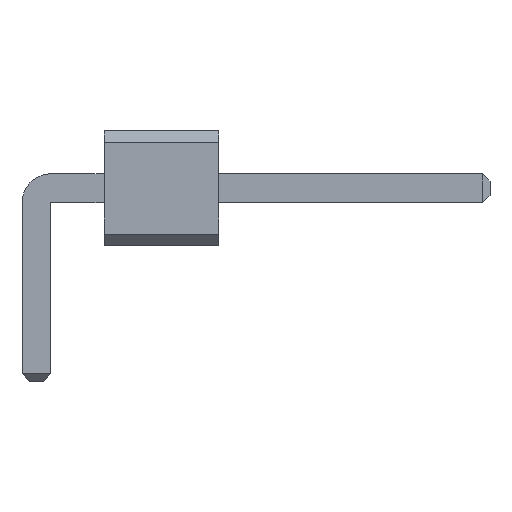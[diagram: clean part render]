
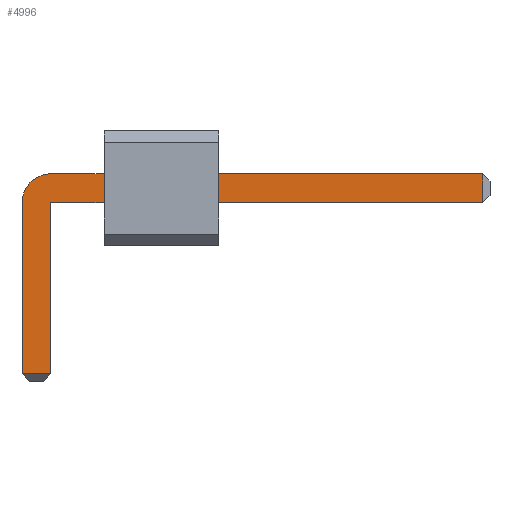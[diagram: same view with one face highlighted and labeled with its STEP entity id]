
A CAD part, front view. The second image highlights one B-rep face of the part: STEP entity #4996.
In plain terms, the highlighted planar face has unit normal (0, -1, 0).
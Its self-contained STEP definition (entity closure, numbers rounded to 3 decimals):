
#13=DIRECTION('',(0.,0.,1.));
#2266=VECTOR('',#13,1.);
#4796=VECTOR('',#4797,1.);
#4797=DIRECTION('',(1.,0.,0.));
#4803=VECTOR('',#4804,1.);
#4804=DIRECTION('',(0.,0.,-1.));
#4811=VECTOR('',#4812,1.);
#4812=DIRECTION('',(-1.,0.,0.));
#4833=DIRECTION('',(-0.,1.,0.));
#4837=DIRECTION('',(0.,1.,0.));
#4838=DIRECTION('',(1.,0.,0.));
#4845=VERTEX_POINT('',#4846);
#4846=CARTESIAN_POINT('',(0.32,-96.84,1.59));
#4848=ORIENTED_EDGE('',*,*,#4849,.T.);
#4849=EDGE_CURVE('',#4845,#4850,#4852,.T.);
#4850=VERTEX_POINT('',#4851);
#4851=CARTESIAN_POINT('',(9.88,-96.84,1.59));
#4852=LINE('',#4853,#4796);
#4853=CARTESIAN_POINT('',(-0.32,-96.84,1.59));
#4891=EDGE_CURVE('',#4892,#4845,#4894,.T.);
#4892=VERTEX_POINT('',#4893);
#4893=CARTESIAN_POINT('',(-0.32,-96.84,0.95));
#4894=CIRCLE('',#4895,0.64);
#4895=AXIS2_PLACEMENT_3D('',#4896,#4833,#4804);
#4896=CARTESIAN_POINT('',(0.32,-96.84,0.95));
#4908=VERTEX_POINT('',#4909);
#4909=CARTESIAN_POINT('',(9.88,-96.84,0.95));
#4911=ORIENTED_EDGE('',*,*,#4912,.T.);
#4912=EDGE_CURVE('',#4908,#4913,#4914,.T.);
#4913=VERTEX_POINT('',#4896);
#4914=LINE('',#4915,#4811);
#4915=CARTESIAN_POINT('',(10.04,-96.84,0.95));
#4927=VERTEX_POINT('',#4928);
#4928=CARTESIAN_POINT('',(-0.32,-96.84,-2.84));
#4930=ORIENTED_EDGE('',*,*,#4931,.T.);
#4931=EDGE_CURVE('',#4927,#4892,#4932,.T.);
#4932=LINE('',#4933,#2266);
#4933=CARTESIAN_POINT('',(-0.32,-96.84,-3.));
#4941=ORIENTED_EDGE('',*,*,#4942,.T.);
#4942=EDGE_CURVE('',#4913,#4943,#4945,.T.);
#4943=VERTEX_POINT('',#4944);
#4944=CARTESIAN_POINT('',(0.32,-96.84,-2.84));
#4945=LINE('',#4896,#4803);
#4996=ADVANCED_FACE('',(#4997),#5006,.F.);
#4997=FACE_BOUND('',#4998,.F.);
#4998=EDGE_LOOP('',(#4848,#4999,#4911,#4941,#5002,#4930,#5005));
#4999=ORIENTED_EDGE('',*,*,#5000,.T.);
#5000=EDGE_CURVE('',#4850,#4908,#5001,.T.);
#5001=LINE('',#4851,#4803);
#5002=ORIENTED_EDGE('',*,*,#5003,.T.);
#5003=EDGE_CURVE('',#4943,#4927,#5004,.T.);
#5004=LINE('',#4944,#4811);
#5005=ORIENTED_EDGE('',*,*,#4891,.T.);
#5006=PLANE('',#5007);
#5007=AXIS2_PLACEMENT_3D('',#5008,#4837,#4838);
#5008=CARTESIAN_POINT('',(3.576,-96.84,0.579));
